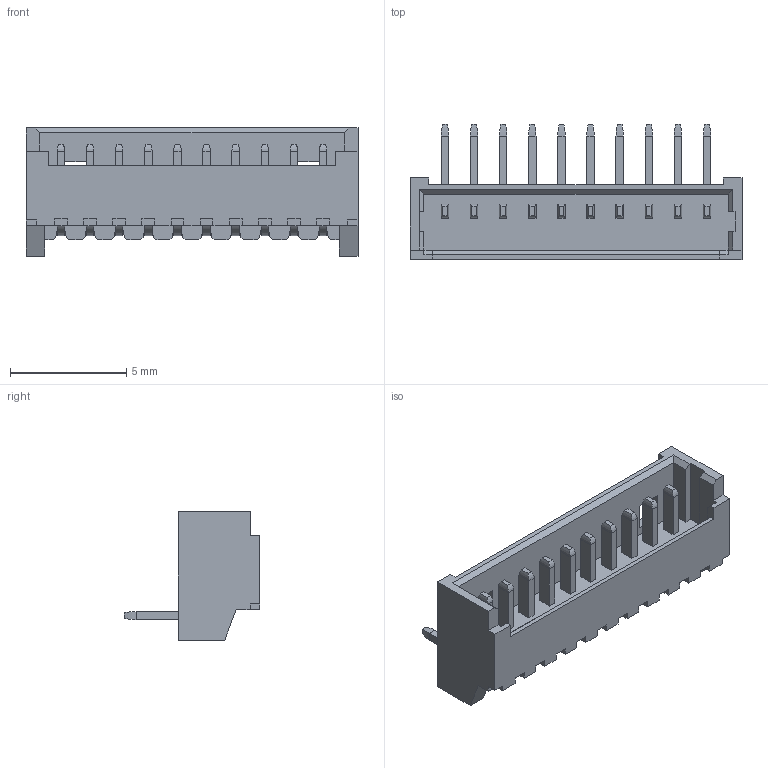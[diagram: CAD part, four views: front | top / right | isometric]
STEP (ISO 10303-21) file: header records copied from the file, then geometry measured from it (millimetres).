
FILE_DESCRIPTION((''),'2;1');
FILE_NAME('530481010','2013-12-04T',('me'),(''),'PRO/ENGINEER BY PARAMETRIC TECHNOLOGY CORPORATION, 2011490','PRO/ENGINEER BY PARAMETRIC TECHNOLOGY CORPORATION, 2011490','');
FILE_SCHEMA(('CONFIG_CONTROL_DESIGN'));
Length unit declared in the file: millimetre
Products named in the file (1): 530481010
Bounding box: 14.25 x 5.8 x 5.5 mm (x, y, z)
Volume: 106.6 mm3; surface area: 406 mm2
Topology: 1 solids, 1 shells, 368 faces, 964 edges, 608 vertices
Faces by surface type: plane 278, bspline 80, cylinder 10
Entity records: 13001 total; most frequent: CARTESIAN_POINT 4321, ORIENTED_EDGE 1888, DIRECTION 1522, EDGE_CURVE 944, VECTOR 824, LINE 824, VERTEX_POINT 588, EDGE_LOOP 382
